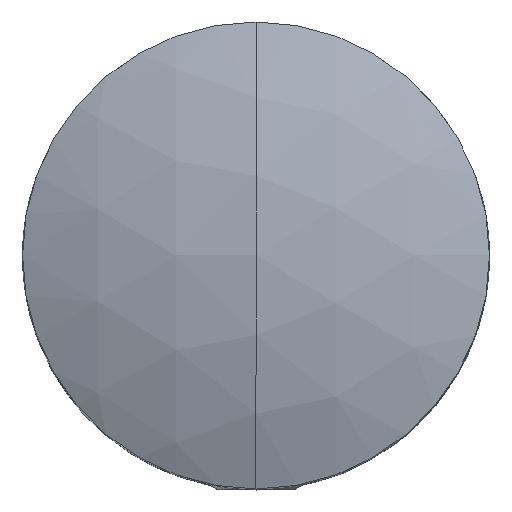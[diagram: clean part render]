
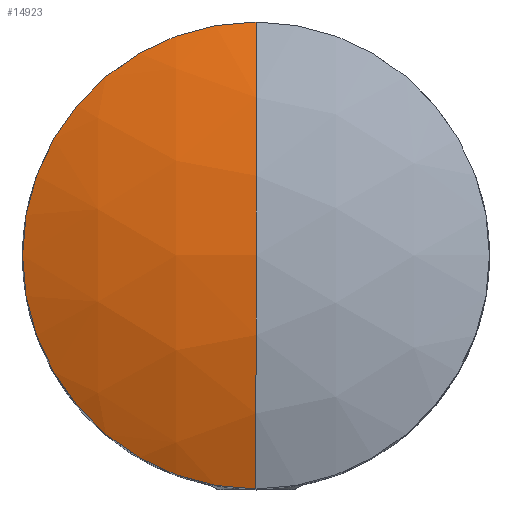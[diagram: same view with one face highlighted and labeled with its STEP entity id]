
A CAD part, top view. The second image highlights one B-rep face of the part: STEP entity #14923.
In plain terms, the highlighted spherical face has radius 28 mm.
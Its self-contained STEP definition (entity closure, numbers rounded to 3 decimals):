
#826 = FACE_OUTER_BOUND ( 'NONE', #14539, .T. ) ;
#1250 = EDGE_CURVE ( 'NONE', #12218, #15605, #4392, .T. ) ;
#1511 = CARTESIAN_POINT ( 'NONE',  ( 0., 0., 10.749 ) ) ;
#1645 = ORIENTED_EDGE ( 'NONE', *, *, #1250, .F. ) ;
#1753 = ORIENTED_EDGE ( 'NONE', *, *, #4572, .T. ) ;
#4076 = DIRECTION ( 'NONE',  ( 0., -1., 0. ) ) ;
#4297 = AXIS2_PLACEMENT_3D ( 'NONE', #10803, #13367, #13255 ) ;
#4392 = CIRCLE ( 'NONE', #4297, 28. ) ;
#4572 = EDGE_CURVE ( 'NONE', #9549, #15605, #9930, .T. ) ;
#4640 = ORIENTED_EDGE ( 'NONE', *, *, #5494, .T. ) ;
#4915 = DIRECTION ( 'NONE',  ( -1., 0., 0. ) ) ;
#5494 = EDGE_CURVE ( 'NONE', #12218, #9549, #5935, .T. ) ;
#5604 = SPHERICAL_SURFACE ( 'NONE', #8659, 28. ) ;
#5929 = AXIS2_PLACEMENT_3D ( 'NONE', #8577, #14932, #13582 ) ;
#5935 = CIRCLE ( 'NONE', #8507, 11. ) ;
#7432 = DIRECTION ( 'NONE',  ( 0., 1., 0. ) ) ;
#8507 = AXIS2_PLACEMENT_3D ( 'NONE', #1511, #11700, #4076 ) ;
#8577 = CARTESIAN_POINT ( 'NONE',  ( 0., 0., -15. ) ) ;
#8659 = AXIS2_PLACEMENT_3D ( 'NONE', #12481, #4915, #7432 ) ;
#9549 = VERTEX_POINT ( 'NONE', #10062 ) ;
#9703 = CARTESIAN_POINT ( 'NONE',  ( 0., 11., 10.749 ) ) ;
#9930 = CIRCLE ( 'NONE', #5929, 28. ) ;
#10062 = CARTESIAN_POINT ( 'NONE',  ( 0., -11., 10.749 ) ) ;
#10803 = CARTESIAN_POINT ( 'NONE',  ( 0., 0., -15. ) ) ;
#11700 = DIRECTION ( 'NONE',  ( 0., 0., 1. ) ) ;
#12218 = VERTEX_POINT ( 'NONE', #9703 ) ;
#12481 = CARTESIAN_POINT ( 'NONE',  ( 0., 0., -15. ) ) ;
#13255 = DIRECTION ( 'NONE',  ( 0., 0., -1. ) ) ;
#13367 = DIRECTION ( 'NONE',  ( 1., 0., 0. ) ) ;
#13582 = DIRECTION ( 'NONE',  ( 0., -1., 0. ) ) ;
#14539 = EDGE_LOOP ( 'NONE', ( #4640, #1753, #1645 ) ) ;
#14621 = CARTESIAN_POINT ( 'NONE',  ( 0., 0., 13. ) ) ;
#14923 = ADVANCED_FACE ( 'NONE', ( #826 ), #5604, .T. ) ;
#14932 = DIRECTION ( 'NONE',  ( -1., 0., 0. ) ) ;
#15605 = VERTEX_POINT ( 'NONE', #14621 ) ;
